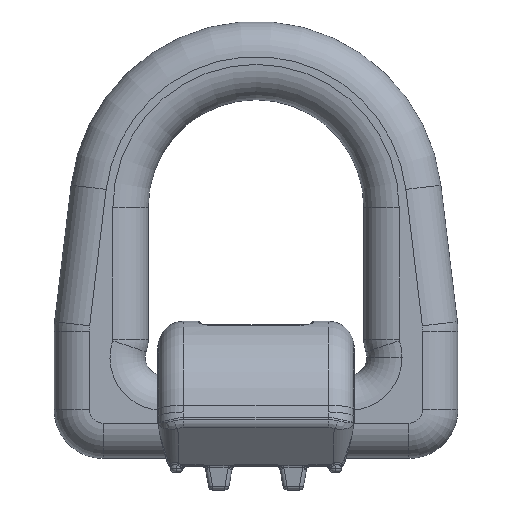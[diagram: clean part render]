
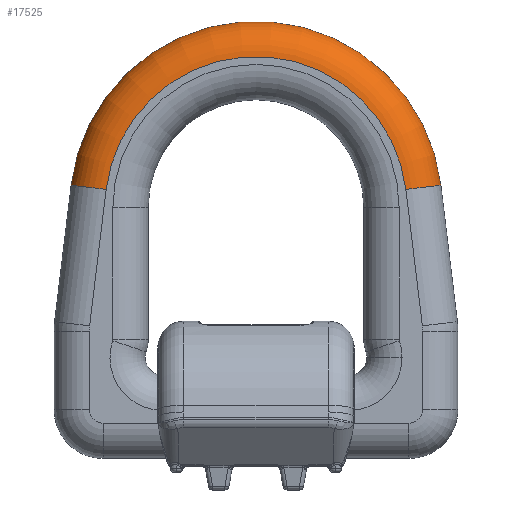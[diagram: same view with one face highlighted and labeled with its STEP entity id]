
A CAD part, top view. The second image highlights one B-rep face of the part: STEP entity #17525.
In plain terms, the highlighted toroidal (fillet/blend) face has major radius 77 mm and minor radius 18 mm.
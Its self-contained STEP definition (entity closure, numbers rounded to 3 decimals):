
#683 = TOROIDAL_SURFACE ( 'NONE', #6081, 77., 18. ) ;
#767 = DIRECTION ( 'NONE',  ( -0.993, -0.12, 0. ) ) ;
#905 = CARTESIAN_POINT ( 'NONE',  ( -76.446, 9.223, 4. ) ) ;
#978 = CARTESIAN_POINT ( 'NONE',  ( 0., 0., 4. ) ) ;
#1139 = EDGE_LOOP ( 'NONE', ( #7378, #12082, #5399, #13180 ) ) ;
#1188 = DIRECTION ( 'NONE',  ( 1., 0., 0. ) ) ;
#1449 = CIRCLE ( 'NONE', #10121, 18. ) ;
#2112 = CARTESIAN_POINT ( 'NONE',  ( -76.446, 9.223, 22. ) ) ;
#2227 = AXIS2_PLACEMENT_3D ( 'NONE', #14027, #5670, #1188 ) ;
#2268 = AXIS2_PLACEMENT_3D ( 'NONE', #978, #7886, #3889 ) ;
#3097 = VERTEX_POINT ( 'NONE', #2112 ) ;
#3596 = DIRECTION ( 'NONE',  ( -0.12, 0.993, 0. ) ) ;
#3773 = CIRCLE ( 'NONE', #2268, 95. ) ;
#3889 = DIRECTION ( 'NONE',  ( 1., 0., 0. ) ) ;
#4189 = CIRCLE ( 'NONE', #17346, 18. ) ;
#5137 = DIRECTION ( 'NONE',  ( 1., 0., 0. ) ) ;
#5189 = EDGE_CURVE ( 'NONE', #13930, #3097, #1449, .T. ) ;
#5207 = DIRECTION ( 'NONE',  ( -0.993, 0.12, 0. ) ) ;
#5399 = ORIENTED_EDGE ( 'NONE', *, *, #5189, .T. ) ;
#5670 = DIRECTION ( 'NONE',  ( 0., 0., 1. ) ) ;
#6081 = AXIS2_PLACEMENT_3D ( 'NONE', #18169, #16763, #5137 ) ;
#6418 = DIRECTION ( 'NONE',  ( 0.12, 0.993, 0. ) ) ;
#7027 = EDGE_CURVE ( 'NONE', #8506, #12869, #4189, .T. ) ;
#7378 = ORIENTED_EDGE ( 'NONE', *, *, #7027, .T. ) ;
#7886 = DIRECTION ( 'NONE',  ( 0., 0., -1. ) ) ;
#8506 = VERTEX_POINT ( 'NONE', #12439 ) ;
#9036 = CARTESIAN_POINT ( 'NONE',  ( 94.316, 11.379, 4. ) ) ;
#9650 = EDGE_CURVE ( 'NONE', #8506, #3097, #16899, .T. ) ;
#10121 = AXIS2_PLACEMENT_3D ( 'NONE', #905, #6418, #5207 ) ;
#12082 = ORIENTED_EDGE ( 'NONE', *, *, #12274, .F. ) ;
#12272 = CARTESIAN_POINT ( 'NONE',  ( -94.316, 11.379, 4. ) ) ;
#12274 = EDGE_CURVE ( 'NONE', #13930, #12869, #3773, .T. ) ;
#12439 = CARTESIAN_POINT ( 'NONE',  ( 76.446, 9.223, 22. ) ) ;
#12869 = VERTEX_POINT ( 'NONE', #9036 ) ;
#13180 = ORIENTED_EDGE ( 'NONE', *, *, #9650, .F. ) ;
#13615 = CARTESIAN_POINT ( 'NONE',  ( 76.446, 9.223, 4. ) ) ;
#13930 = VERTEX_POINT ( 'NONE', #12272 ) ;
#14027 = CARTESIAN_POINT ( 'NONE',  ( 0., 0., 22. ) ) ;
#16479 = FACE_OUTER_BOUND ( 'NONE', #1139, .T. ) ;
#16763 = DIRECTION ( 'NONE',  ( 0., 0., 1. ) ) ;
#16899 = CIRCLE ( 'NONE', #2227, 77. ) ;
#17346 = AXIS2_PLACEMENT_3D ( 'NONE', #13615, #3596, #767 ) ;
#17525 = ADVANCED_FACE ( 'NONE', ( #16479 ), #683, .T. ) ;
#18169 = CARTESIAN_POINT ( 'NONE',  ( 0., 0., 4. ) ) ;
